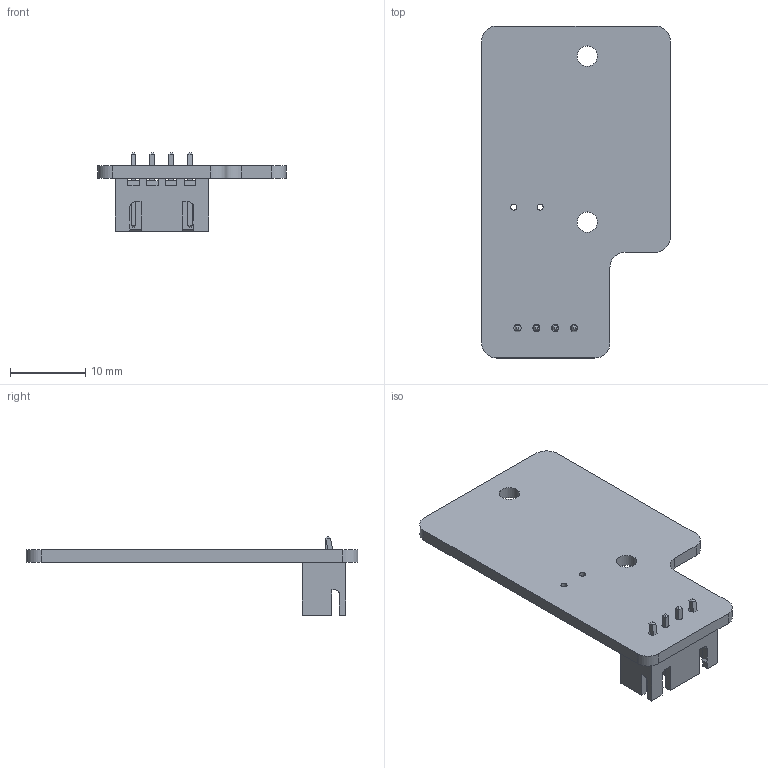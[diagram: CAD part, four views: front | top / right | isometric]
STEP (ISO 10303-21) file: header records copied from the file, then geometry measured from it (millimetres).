
FILE_DESCRIPTION(('KiCad electronic assembly'),'2;1');
FILE_NAME('larson_vu_pcb.step','2022-04-11T20:32:10',('Pcbnew'),('Kicad' ),'Open CASCADE STEP processor 7.6','KiCad to STEP converter', 'Unknown');
FILE_SCHEMA(('AUTOMOTIVE_DESIGN { 1 0 10303 214 1 1 1 1 }'));
Length unit declared in the file: millimetre
Products named in the file (4): larson_vu_pcb 1; JST_XH_B4B-XH-A_1x04_P2.50mm_Vertical; SOLID; larson_vu_pcb PCB
Assembly tree (3 placements, depth 3):
  larson_vu_pcb 1
    JST_XH_B4B-XH-A_1x04_P2.50mm_Vertical
      SOLID
    larson_vu_pcb PCB
Bounding box: 25 x 44 x 10.4 mm (x, y, z)
Volume: 1798.7 mm3; surface area: 2840.5 mm2
Topology: 2 solids, 2 shells, 163 faces, 427 edges, 276 vertices
Faces by surface type: bspline 141, cylinder 14, plane 8
Full cylindrical faces by diameter (mm): 0.8 x2, 0.95 x4, 2.7 x2
Entity records: 10558 total; most frequent: CARTESIAN_POINT 3456, B_SPLINE_CURVE_WITH_KNOTS 1085, ORIENTED_EDGE 854, PCURVE 854, DEFINITIONAL_REPRESENTATION 854, EDGE_CURVE 427, SURFACE_CURVE 419, VERTEX_POINT 276
